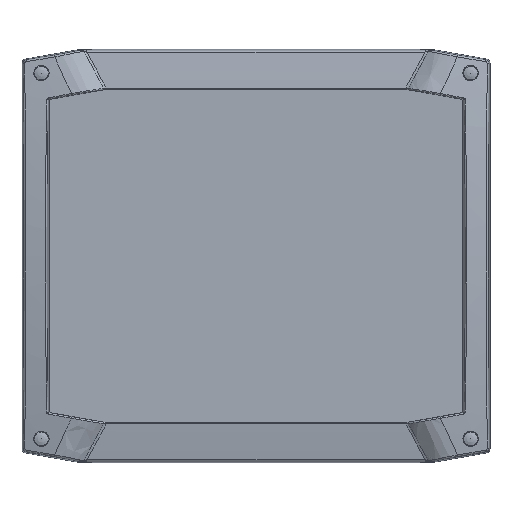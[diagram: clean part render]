
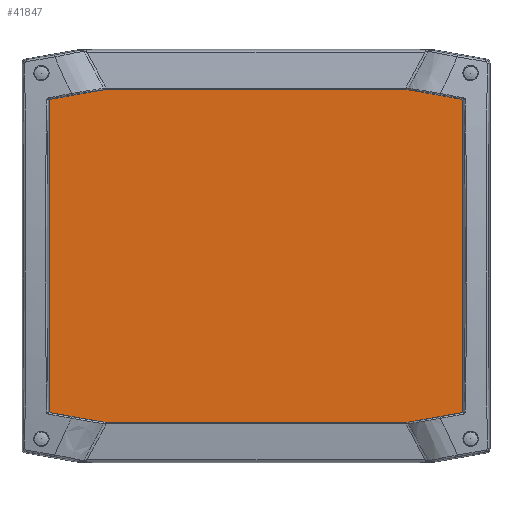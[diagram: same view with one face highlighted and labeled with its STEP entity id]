
A CAD part, top view. The second image highlights one B-rep face of the part: STEP entity #41847.
In plain terms, the highlighted planar face has unit normal (0, 0, 1).
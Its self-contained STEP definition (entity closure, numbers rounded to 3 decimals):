
#602=ELLIPSE('',#44507,0.505,0.5);
#603=ELLIPSE('',#44511,0.505,0.5);
#611=ELLIPSE('',#44531,0.505,0.5);
#612=ELLIPSE('',#44535,0.505,0.5);
#633=ELLIPSE('',#44641,0.501,0.5);
#634=ELLIPSE('',#44644,0.501,0.5);
#1492=ELLIPSE('',#46217,0.501,0.5);
#1493=ELLIPSE('',#46218,0.501,0.5);
#2759=LINE('',#73999,#5527);
#2763=LINE('',#74032,#5531);
#2766=LINE('',#74057,#5534);
#2768=LINE('',#74315,#5536);
#2772=LINE('',#74339,#5540);
#2775=LINE('',#74380,#5543);
#2805=LINE('',#76130,#5573);
#4369=LINE('',#84077,#7137);
#5527=VECTOR('',#51188,27.549);
#5531=VECTOR('',#51200,152.379);
#5534=VECTOR('',#51215,27.549);
#5536=VECTOR('',#51243,27.549);
#5540=VECTOR('',#51257,152.379);
#5543=VECTOR('',#51268,27.549);
#5573=VECTOR('',#51510,146.995);
#7137=VECTOR('',#56224,146.995);
#8273=PLANE('',#46216);
#11356=FACE_OUTER_BOUND('',#13841,.T.);
#13841=EDGE_LOOP('',(#34124,#34125,#34126,#34127,#34128,#34129,#34130,#34131,
#34132,#34133,#34134,#34135,#34136,#34137,#34138,#34139));
#17686=VERTEX_POINT('',#73995);
#17688=VERTEX_POINT('',#73998);
#17691=VERTEX_POINT('',#74015);
#17692=VERTEX_POINT('',#74029);
#17695=VERTEX_POINT('',#74036);
#17699=VERTEX_POINT('',#74055);
#17714=VERTEX_POINT('',#74311);
#17716=VERTEX_POINT('',#74314);
#17719=VERTEX_POINT('',#74322);
#17720=VERTEX_POINT('',#74336);
#17723=VERTEX_POINT('',#74343);
#17727=VERTEX_POINT('',#74378);
#17806=VERTEX_POINT('',#76124);
#17807=VERTEX_POINT('',#76128);
#20357=VERTEX_POINT('',#84074);
#20358=VERTEX_POINT('',#84076);
#22482=EDGE_CURVE('',#17686,#17688,#2759,.T.);
#22487=EDGE_CURVE('',#17691,#17686,#602,.T.);
#22490=EDGE_CURVE('',#17692,#17691,#2763,.T.);
#22493=EDGE_CURVE('',#17695,#17692,#603,.T.);
#22498=EDGE_CURVE('',#17699,#17695,#2766,.T.);
#22519=EDGE_CURVE('',#17714,#17716,#2768,.T.);
#22524=EDGE_CURVE('',#17719,#17714,#611,.T.);
#22527=EDGE_CURVE('',#17720,#17719,#2772,.T.);
#22530=EDGE_CURVE('',#17723,#17720,#612,.T.);
#22535=EDGE_CURVE('',#17727,#17723,#2775,.T.);
#22668=EDGE_CURVE('',#17806,#17727,#633,.T.);
#22670=EDGE_CURVE('',#17807,#17806,#2805,.T.);
#22671=EDGE_CURVE('',#17688,#17807,#634,.T.);
#25718=EDGE_CURVE('',#20357,#17699,#1492,.T.);
#25719=EDGE_CURVE('',#20358,#20357,#4369,.T.);
#25720=EDGE_CURVE('',#17716,#20358,#1493,.T.);
#34124=ORIENTED_EDGE('',*,*,#22490,.F.);
#34125=ORIENTED_EDGE('',*,*,#22493,.F.);
#34126=ORIENTED_EDGE('',*,*,#22498,.F.);
#34127=ORIENTED_EDGE('',*,*,#25718,.F.);
#34128=ORIENTED_EDGE('',*,*,#25719,.F.);
#34129=ORIENTED_EDGE('',*,*,#25720,.F.);
#34130=ORIENTED_EDGE('',*,*,#22519,.F.);
#34131=ORIENTED_EDGE('',*,*,#22524,.F.);
#34132=ORIENTED_EDGE('',*,*,#22527,.F.);
#34133=ORIENTED_EDGE('',*,*,#22530,.F.);
#34134=ORIENTED_EDGE('',*,*,#22535,.F.);
#34135=ORIENTED_EDGE('',*,*,#22668,.F.);
#34136=ORIENTED_EDGE('',*,*,#22670,.F.);
#34137=ORIENTED_EDGE('',*,*,#22671,.F.);
#34138=ORIENTED_EDGE('',*,*,#22482,.F.);
#34139=ORIENTED_EDGE('',*,*,#22487,.F.);
#41847=ADVANCED_FACE('',(#11356),#8273,.T.);
#44507=AXIS2_PLACEMENT_3D('',#74017,#51195,#51196);
#44511=AXIS2_PLACEMENT_3D('',#74038,#51206,#51207);
#44531=AXIS2_PLACEMENT_3D('',#74324,#51252,#51253);
#44535=AXIS2_PLACEMENT_3D('',#74345,#51263,#51264);
#44641=AXIS2_PLACEMENT_3D('',#76126,#51505,#51506);
#44644=AXIS2_PLACEMENT_3D('',#76132,#51513,#51514);
#46216=AXIS2_PLACEMENT_3D('',#84073,#56220,#56221);
#46217=AXIS2_PLACEMENT_3D('',#84075,#56222,#56223);
#46218=AXIS2_PLACEMENT_3D('',#84078,#56225,#56226);
#51188=DIRECTION('',(-0.985,-0.174,0.));
#51195=DIRECTION('center_axis',(0.,0.,-1.));
#51196=DIRECTION('ref_axis',(0.98,-0.198,0.));
#51200=DIRECTION('',(0.,-1.,0.));
#51206=DIRECTION('center_axis',(0.,0.,-1.));
#51207=DIRECTION('ref_axis',(0.98,0.198,0.));
#51215=DIRECTION('',(0.985,-0.174,0.));
#51243=DIRECTION('',(0.985,0.174,0.));
#51252=DIRECTION('center_axis',(0.,0.,-1.));
#51253=DIRECTION('ref_axis',(-0.98,0.198,0.));
#51257=DIRECTION('',(0.,1.,0.));
#51263=DIRECTION('center_axis',(0.,0.,-1.));
#51264=DIRECTION('ref_axis',(-0.98,-0.198,0.));
#51268=DIRECTION('',(-0.985,0.174,0.));
#51505=DIRECTION('center_axis',(0.,0.,-1.));
#51506=DIRECTION('ref_axis',(-0.087,-0.996,0.));
#51510=DIRECTION('',(-1.,0.,0.));
#51513=DIRECTION('center_axis',(0.,0.,-1.));
#51514=DIRECTION('ref_axis',(0.087,-0.996,0.));
#56220=DIRECTION('center_axis',(0.,0.,1.));
#56221=DIRECTION('ref_axis',(1.,0.,0.));
#56222=DIRECTION('center_axis',(0.,0.,-1.));
#56223=DIRECTION('ref_axis',(0.087,0.996,0.));
#56224=DIRECTION('',(1.,0.,0.));
#56225=DIRECTION('center_axis',(0.,0.,-1.));
#56226=DIRECTION('ref_axis',(-0.087,0.996,0.));
#73995=CARTESIAN_POINT('',(100.715,-75.805,-12.5));
#73998=CARTESIAN_POINT('',(73.584,-80.589,-12.5));
#73999=CARTESIAN_POINT('',(100.715,-75.805,-12.5));
#74015=CARTESIAN_POINT('',(101.13,-75.315,-12.5));
#74017=CARTESIAN_POINT('Origin',(100.625,-75.313,-12.5));
#74029=CARTESIAN_POINT('',(101.13,77.065,-12.5));
#74032=CARTESIAN_POINT('',(101.13,77.065,-12.5));
#74036=CARTESIAN_POINT('',(100.715,77.555,-12.5));
#74038=CARTESIAN_POINT('Origin',(100.625,77.063,-12.5));
#74055=CARTESIAN_POINT('',(73.584,82.339,-12.5));
#74057=CARTESIAN_POINT('',(73.584,82.339,-12.5));
#74311=CARTESIAN_POINT('',(-100.715,77.555,-12.5));
#74314=CARTESIAN_POINT('',(-73.584,82.339,-12.5));
#74315=CARTESIAN_POINT('',(-100.715,77.555,-12.5));
#74322=CARTESIAN_POINT('',(-101.13,77.065,-12.5));
#74324=CARTESIAN_POINT('Origin',(-100.625,77.063,-12.5));
#74336=CARTESIAN_POINT('',(-101.13,-75.315,-12.5));
#74339=CARTESIAN_POINT('',(-101.13,-75.315,-12.5));
#74343=CARTESIAN_POINT('',(-100.715,-75.805,-12.5));
#74345=CARTESIAN_POINT('Origin',(-100.625,-75.313,-12.5));
#74378=CARTESIAN_POINT('',(-73.584,-80.589,-12.5));
#74380=CARTESIAN_POINT('',(-73.584,-80.589,-12.5));
#76124=CARTESIAN_POINT('',(-73.498,-80.597,-12.5));
#76126=CARTESIAN_POINT('Origin',(-73.497,-80.096,-12.5));
#76128=CARTESIAN_POINT('',(73.498,-80.597,-12.5));
#76130=CARTESIAN_POINT('',(73.498,-80.597,-12.5));
#76132=CARTESIAN_POINT('Origin',(73.497,-80.096,-12.5));
#84073=CARTESIAN_POINT('Origin',(101.13,0.875,-12.5));
#84074=CARTESIAN_POINT('',(73.498,82.347,-12.5));
#84075=CARTESIAN_POINT('Origin',(73.497,81.846,-12.5));
#84076=CARTESIAN_POINT('',(-73.498,82.347,-12.5));
#84077=CARTESIAN_POINT('',(-73.498,82.347,-12.5));
#84078=CARTESIAN_POINT('Origin',(-73.497,81.846,-12.5));
